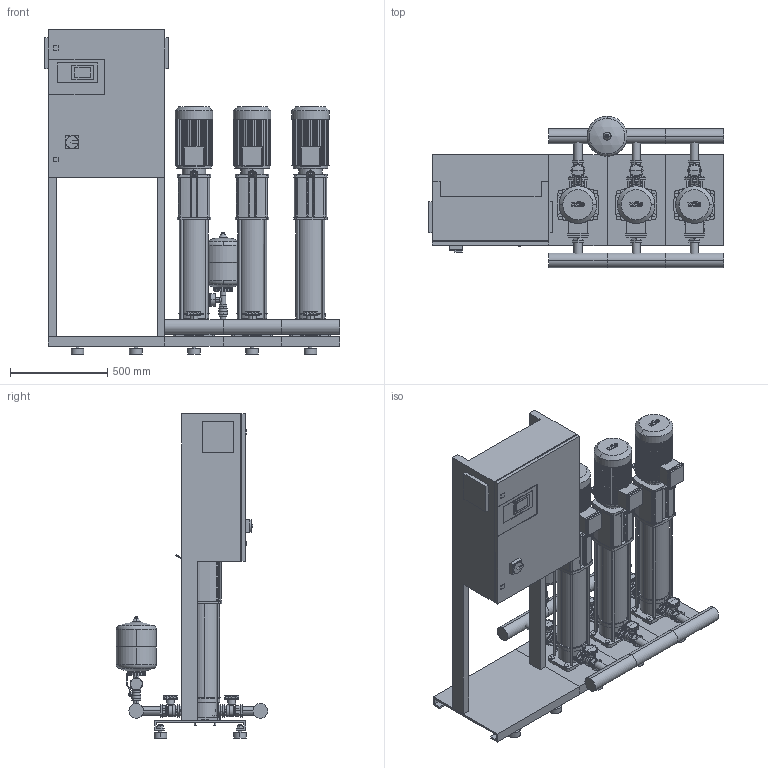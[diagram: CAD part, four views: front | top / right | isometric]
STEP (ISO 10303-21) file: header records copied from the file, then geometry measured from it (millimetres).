
FILE_DESCRIPTION((''),'2;1');
FILE_NAME('3d_COR-3HELIXV614_K_CC-01-2535405.stp','2016-01-22T13:49:56',(''),(''),'Mechanical Desktop 2009','Mechanical Desktop 2009',', , ');
FILE_SCHEMA(('CONFIG_CONTROL_DESIGN'));
Length unit declared in the file: millimetre
Products named in the file (1): Product
Bounding box: 1520 x 780.05 x 1670 mm (x, y, z)
Volume: 224451428.9 mm3; surface area: 10188565.8 mm2
Topology: 127 solids, 127 shells, 4660 faces, 12227 edges, 8056 vertices
Faces by surface type: plane 2324, bspline 1089, cylinder 1059, cone 164, torus 22, sphere 2
Entity records: 150208 total; most frequent: CARTESIAN_POINT 35105, ORIENTED_EDGE 24430, DIRECTION 22080, EDGE_CURVE 12215, VECTOR 8578, LINE 8578, VERTEX_POINT 8051, AXIS2_PLACEMENT_3D 6751
